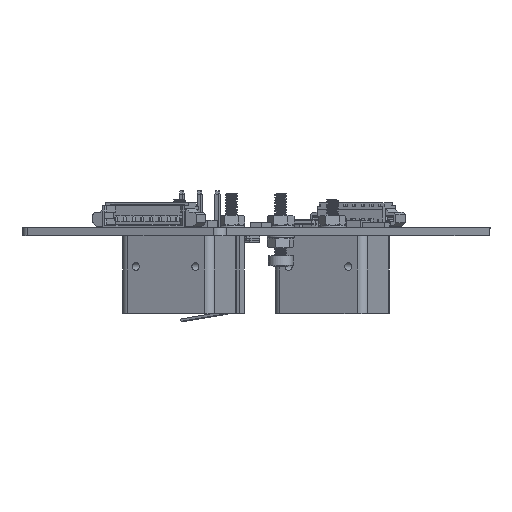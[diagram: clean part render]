
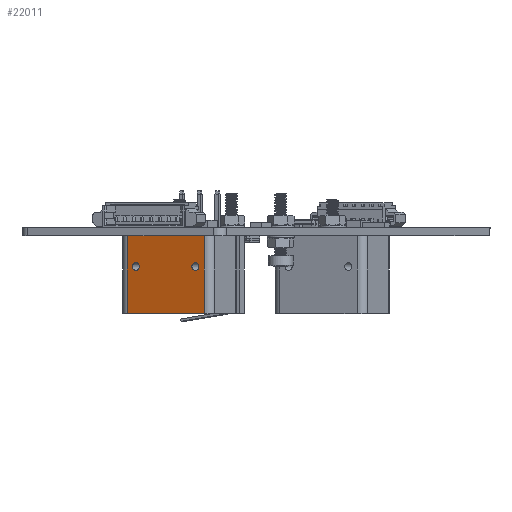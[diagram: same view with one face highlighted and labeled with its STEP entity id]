
A CAD part, left-side view. The second image highlights one B-rep face of the part: STEP entity #22011.
In plain terms, the highlighted face is planar.
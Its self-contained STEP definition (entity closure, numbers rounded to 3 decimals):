
#610=FACE_BOUND('',#2504,.T.);
#611=FACE_BOUND('',#2505,.T.);
#721=CIRCLE('',#23541,0.5);
#722=CIRCLE('',#23542,0.5);
#724=CIRCLE('',#23545,0.5);
#725=CIRCLE('',#23546,0.5);
#1264=FACE_OUTER_BOUND('',#2503,.T.);
#2503=EDGE_LOOP('',(#15073,#15074,#15075,#15076));
#2504=EDGE_LOOP('',(#15077,#15078));
#2505=EDGE_LOOP('',(#15079,#15080));
#3872=LINE('',#31426,#6631);
#3873=LINE('',#31433,#6632);
#3874=LINE('',#31436,#6633);
#3875=LINE('',#31437,#6634);
#6631=VECTOR('',#25544,10.);
#6632=VECTOR('',#25553,10.);
#6633=VECTOR('',#25556,10.);
#6634=VECTOR('',#25557,10.);
#9333=VERTEX_POINT('',#31336);
#9334=VERTEX_POINT('',#31337);
#9336=VERTEX_POINT('',#31344);
#9337=VERTEX_POINT('',#31345);
#9364=VERTEX_POINT('',#31423);
#9365=VERTEX_POINT('',#31425);
#9367=VERTEX_POINT('',#31431);
#9368=VERTEX_POINT('',#31435);
#11520=EDGE_CURVE('',#9333,#9334,#721,.T.);
#11521=EDGE_CURVE('',#9334,#9333,#722,.T.);
#11524=EDGE_CURVE('',#9336,#9337,#724,.T.);
#11525=EDGE_CURVE('',#9337,#9336,#725,.T.);
#11563=EDGE_CURVE('',#9365,#9364,#3872,.T.);
#11567=EDGE_CURVE('',#9365,#9367,#3873,.T.);
#11568=EDGE_CURVE('',#9368,#9364,#3874,.T.);
#11569=EDGE_CURVE('',#9367,#9368,#3875,.T.);
#15073=ORIENTED_EDGE('',*,*,#11567,.F.);
#15074=ORIENTED_EDGE('',*,*,#11563,.T.);
#15075=ORIENTED_EDGE('',*,*,#11568,.F.);
#15076=ORIENTED_EDGE('',*,*,#11569,.F.);
#15077=ORIENTED_EDGE('',*,*,#11520,.T.);
#15078=ORIENTED_EDGE('',*,*,#11521,.T.);
#15079=ORIENTED_EDGE('',*,*,#11524,.T.);
#15080=ORIENTED_EDGE('',*,*,#11525,.T.);
#20979=PLANE('',#23569);
#22011=ADVANCED_FACE('',(#1264,#610,#611),#20979,.T.);
#23541=AXIS2_PLACEMENT_3D('',#31338,#25463,#25464);
#23542=AXIS2_PLACEMENT_3D('',#31339,#25465,#25466);
#23545=AXIS2_PLACEMENT_3D('',#31346,#25472,#25473);
#23546=AXIS2_PLACEMENT_3D('',#31347,#25474,#25475);
#23569=AXIS2_PLACEMENT_3D('',#31434,#25554,#25555);
#25463=DIRECTION('center_axis',(0.,0.,-1.));
#25464=DIRECTION('ref_axis',(1.,0.,0.));
#25465=DIRECTION('center_axis',(0.,0.,-1.));
#25466=DIRECTION('ref_axis',(1.,0.,0.));
#25472=DIRECTION('center_axis',(0.,0.,-1.));
#25473=DIRECTION('ref_axis',(1.,0.,0.));
#25474=DIRECTION('center_axis',(0.,0.,-1.));
#25475=DIRECTION('ref_axis',(1.,0.,0.));
#25544=DIRECTION('',(1.,0.,0.));
#25553=DIRECTION('',(0.,1.,0.));
#25554=DIRECTION('center_axis',(0.,0.,1.));
#25555=DIRECTION('ref_axis',(1.,0.,0.));
#25556=DIRECTION('',(0.,-1.,0.));
#25557=DIRECTION('',(1.,0.,0.));
#31336=CARTESIAN_POINT('',(-10.25,4.,0.));
#31337=CARTESIAN_POINT('',(-11.25,4.,0.));
#31338=CARTESIAN_POINT('Origin',(-10.75,4.,0.));
#31339=CARTESIAN_POINT('Origin',(-10.75,4.,0.));
#31344=CARTESIAN_POINT('',(-1.75,4.,0.));
#31345=CARTESIAN_POINT('',(-2.75,4.,0.));
#31346=CARTESIAN_POINT('Origin',(-2.25,4.,0.));
#31347=CARTESIAN_POINT('Origin',(-2.25,4.,0.));
#31423=CARTESIAN_POINT('',(-1.,0.,0.));
#31425=CARTESIAN_POINT('',(-12.,0.,0.));
#31426=CARTESIAN_POINT('',(-13.,0.,0.));
#31431=CARTESIAN_POINT('',(-12.,10.06,0.));
#31433=CARTESIAN_POINT('',(-12.,0.,0.));
#31434=CARTESIAN_POINT('Origin',(-13.,0.,0.));
#31435=CARTESIAN_POINT('',(-1.,10.06,0.));
#31436=CARTESIAN_POINT('',(-1.,0.,0.));
#31437=CARTESIAN_POINT('',(-13.,10.06,0.));
